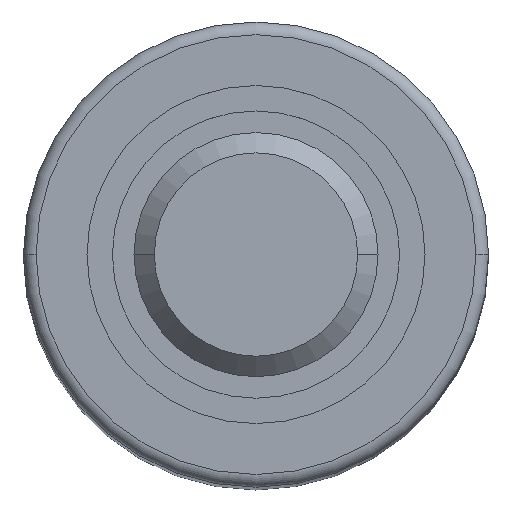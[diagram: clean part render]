
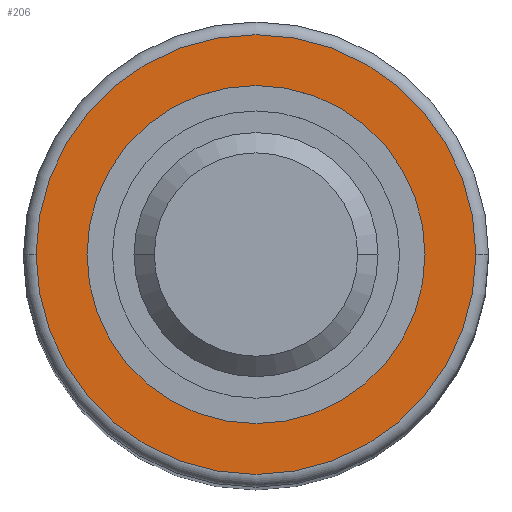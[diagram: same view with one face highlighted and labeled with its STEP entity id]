
A CAD part, top view. The second image highlights one B-rep face of the part: STEP entity #206.
In plain terms, the highlighted planar face has unit normal (0, 0, 1).
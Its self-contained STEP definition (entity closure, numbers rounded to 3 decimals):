
#8 = FACE_OUTER_BOUND ( 'NONE', #322, .T. ) ;
#49 = DIRECTION ( 'NONE',  ( 0., 0., 1. ) ) ;
#50 = EDGE_CURVE ( 'NONE', #384, #611, #395, .T. ) ;
#53 = CARTESIAN_POINT ( 'NONE',  ( -6.65, 0., 64.5 ) ) ;
#65 = CIRCLE ( 'NONE', #111, 6.65 ) ;
#82 = EDGE_CURVE ( 'NONE', #203, #608, #65, .T. ) ;
#96 = PLANE ( 'NONE',  #350 ) ;
#111 = AXIS2_PLACEMENT_3D ( 'NONE', #672, #525, #259 ) ;
#151 = CARTESIAN_POINT ( 'NONE',  ( 0., 0., 64.5 ) ) ;
#203 = VERTEX_POINT ( 'NONE', #53 ) ;
#206 = ADVANCED_FACE ( 'NONE', ( #8, #219 ), #96, .T. ) ;
#210 = DIRECTION ( 'NONE',  ( 0., 0., 1. ) ) ;
#219 = FACE_BOUND ( 'NONE', #481, .T. ) ;
#253 = DIRECTION ( 'NONE',  ( 1., 0., 0. ) ) ;
#259 = DIRECTION ( 'NONE',  ( 1., 0., 0. ) ) ;
#261 = CIRCLE ( 'NONE', #529, 6.65 ) ;
#268 = CARTESIAN_POINT ( 'NONE',  ( 0., 0., 64.5 ) ) ;
#322 = EDGE_LOOP ( 'NONE', ( #649, #506 ) ) ;
#334 = CARTESIAN_POINT ( 'NONE',  ( -8.65, 0., 64.5 ) ) ;
#350 = AXIS2_PLACEMENT_3D ( 'NONE', #151, #433, #580 ) ;
#372 = DIRECTION ( 'NONE',  ( 1., 0., 0. ) ) ;
#384 = VERTEX_POINT ( 'NONE', #334 ) ;
#395 = CIRCLE ( 'NONE', #418, 8.65 ) ;
#418 = AXIS2_PLACEMENT_3D ( 'NONE', #268, #210, #372 ) ;
#421 = CARTESIAN_POINT ( 'NONE',  ( 0., 0., 64.5 ) ) ;
#428 = EDGE_CURVE ( 'NONE', #611, #384, #442, .T. ) ;
#433 = DIRECTION ( 'NONE',  ( 0., 0., 1. ) ) ;
#436 = ORIENTED_EDGE ( 'NONE', *, *, #675, .F. ) ;
#442 = CIRCLE ( 'NONE', #616, 8.65 ) ;
#481 = EDGE_LOOP ( 'NONE', ( #436, #553 ) ) ;
#506 = ORIENTED_EDGE ( 'NONE', *, *, #50, .T. ) ;
#525 = DIRECTION ( 'NONE',  ( 0., 0., 1. ) ) ;
#529 = AXIS2_PLACEMENT_3D ( 'NONE', #421, #49, #627 ) ;
#553 = ORIENTED_EDGE ( 'NONE', *, *, #82, .F. ) ;
#557 = CARTESIAN_POINT ( 'NONE',  ( 0., 0., 64.5 ) ) ;
#566 = DIRECTION ( 'NONE',  ( 0., 0., 1. ) ) ;
#580 = DIRECTION ( 'NONE',  ( 1., 0., 0. ) ) ;
#608 = VERTEX_POINT ( 'NONE', #669 ) ;
#611 = VERTEX_POINT ( 'NONE', #679 ) ;
#616 = AXIS2_PLACEMENT_3D ( 'NONE', #557, #566, #253 ) ;
#627 = DIRECTION ( 'NONE',  ( 1., 0., 0. ) ) ;
#649 = ORIENTED_EDGE ( 'NONE', *, *, #428, .T. ) ;
#669 = CARTESIAN_POINT ( 'NONE',  ( 6.65, 0., 64.5 ) ) ;
#672 = CARTESIAN_POINT ( 'NONE',  ( 0., 0., 64.5 ) ) ;
#675 = EDGE_CURVE ( 'NONE', #608, #203, #261, .T. ) ;
#679 = CARTESIAN_POINT ( 'NONE',  ( 8.65, 0., 64.5 ) ) ;
